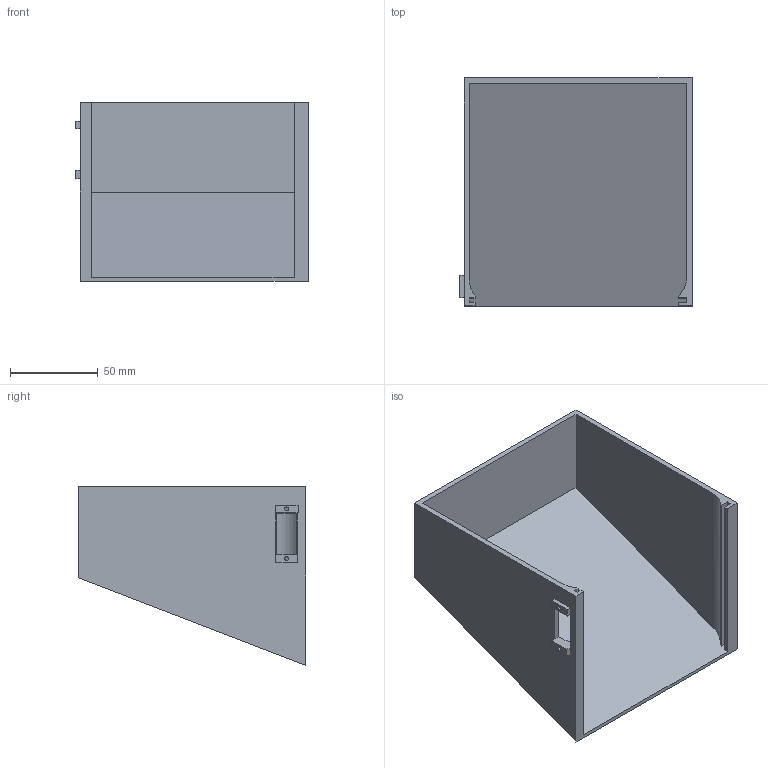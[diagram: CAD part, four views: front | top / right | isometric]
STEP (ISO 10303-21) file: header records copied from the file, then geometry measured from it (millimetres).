
FILE_DESCRIPTION(/* description */ (''),/* implementation_level */ '2;1');
FILE_NAME(/* name */ 'Box.step',/* time_stamp */ '2024-05-30T20:42:31+10:00',/* author */ (''),/* organization */ (''),/* preprocessor_version */ 'ST-DEVELOPER v20',/* originating_system */ 'Autodesk Translation Framework v13.14.0.145',/* authorisation */ '');
FILE_SCHEMA (('AUTOMOTIVE_DESIGN { 1 0 10303 214 3 1 1 }'));
Length unit declared in the file: millimetre
Products named in the file (1): Robo 2 Carrier
Bounding box: 132.5 x 130 x 101.97 mm (x, y, z)
Volume: 114966.4 mm3; surface area: 91906.6 mm2
Topology: 1 solids, 1 shells, 38 faces, 109 edges, 73 vertices
Faces by surface type: plane 33, cylinder 5
Full cylindrical faces by diameter (mm): 2.2 x2
Entity records: 1323 total; most frequent: CARTESIAN_POINT 289, ORIENTED_EDGE 218, DIRECTION 191, EDGE_CURVE 109, LINE 97, VECTOR 97, VERTEX_POINT 73, AXIS2_PLACEMENT_3D 47
